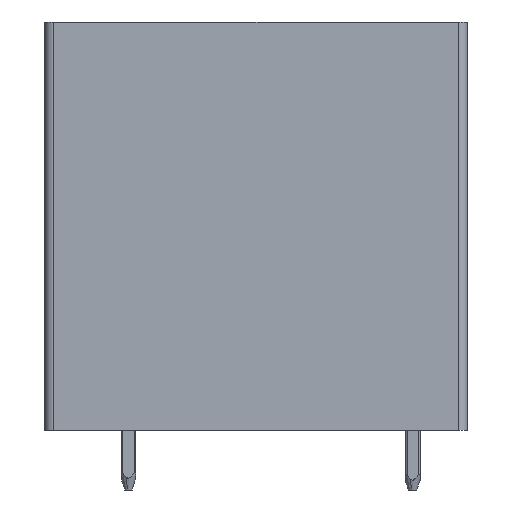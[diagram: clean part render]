
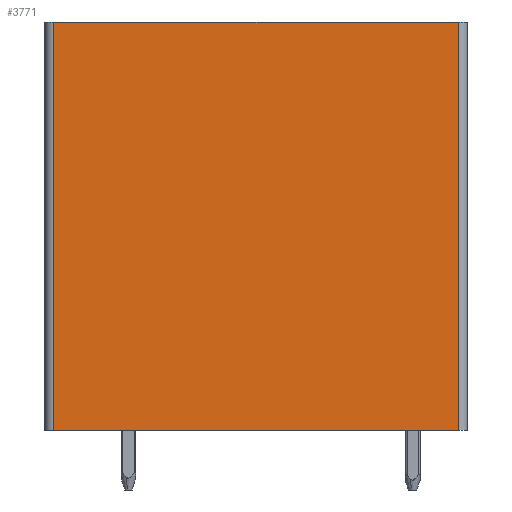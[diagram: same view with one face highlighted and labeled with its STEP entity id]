
A CAD part, left-side view. The second image highlights one B-rep face of the part: STEP entity #3771.
In plain terms, the highlighted planar face has unit normal (-1, 0, 0).
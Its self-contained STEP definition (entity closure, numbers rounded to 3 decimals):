
#3758=AXIS2_PLACEMENT_3D('Plane Axis2P3D',#3755,#3756,#3757) ;
#2398=CARTESIAN_POINT('Vertex',(0.,22.2,25.1)) ;
#2401=CARTESIAN_POINT('Line Origine',(0.,11.35,25.1)) ;
#2405=CARTESIAN_POINT('Vertex',(0.,0.5,25.1)) ;
#3705=CARTESIAN_POINT('Line Origine',(0.,0.5,14.15)) ;
#3709=CARTESIAN_POINT('Vertex',(0.,0.5,3.2)) ;
#3740=CARTESIAN_POINT('Vertex',(0.,22.2,3.2)) ;
#3743=CARTESIAN_POINT('Line Origine',(0.,22.2,14.15)) ;
#3755=CARTESIAN_POINT('Axis2P3D Location',(0.,0.,0.)) ;
#3760=CARTESIAN_POINT('Line Origine',(0.,11.35,3.2)) ;
#2402=DIRECTION('Vector Direction',(0.,-1.,0.)) ;
#3706=DIRECTION('Vector Direction',(0.,0.,1.)) ;
#3744=DIRECTION('Vector Direction',(0.,0.,1.)) ;
#3756=DIRECTION('Axis2P3D Direction',(-1.,0.,0.)) ;
#3757=DIRECTION('Axis2P3D XDirection',(0.,0.,1.)) ;
#3761=DIRECTION('Vector Direction',(0.,-1.,0.)) ;
#2403=VECTOR('Line Direction',#2402,1.) ;
#3707=VECTOR('Line Direction',#3706,1.) ;
#3745=VECTOR('Line Direction',#3744,1.) ;
#3762=VECTOR('Line Direction',#3761,1.) ;
#3766=ORIENTED_EDGE('',*,*,#2407,.T.) ;
#3767=ORIENTED_EDGE('',*,*,#3747,.T.) ;
#3768=ORIENTED_EDGE('',*,*,#3764,.T.) ;
#3769=ORIENTED_EDGE('',*,*,#3711,.T.) ;
#3771=ADVANCED_FACE('HOUSING',(#3770),#3759,.T.) ;
#2407=EDGE_CURVE('',#2406,#2399,#2404,.F.) ;
#3711=EDGE_CURVE('',#3710,#2406,#3708,.T.) ;
#3747=EDGE_CURVE('',#2399,#3741,#3746,.F.) ;
#3764=EDGE_CURVE('',#3741,#3710,#3763,.T.) ;
#3765=EDGE_LOOP('',(#3766,#3767,#3768,#3769)) ;
#3770=FACE_OUTER_BOUND('',#3765,.T.) ;
#2404=LINE('Line',#2401,#2403) ;
#3708=LINE('Line',#3705,#3707) ;
#3746=LINE('Line',#3743,#3745) ;
#3763=LINE('Line',#3760,#3762) ;
#3759=PLANE('',#3758) ;
#2399=VERTEX_POINT('',#2398) ;
#2406=VERTEX_POINT('',#2405) ;
#3710=VERTEX_POINT('',#3709) ;
#3741=VERTEX_POINT('',#3740) ;
